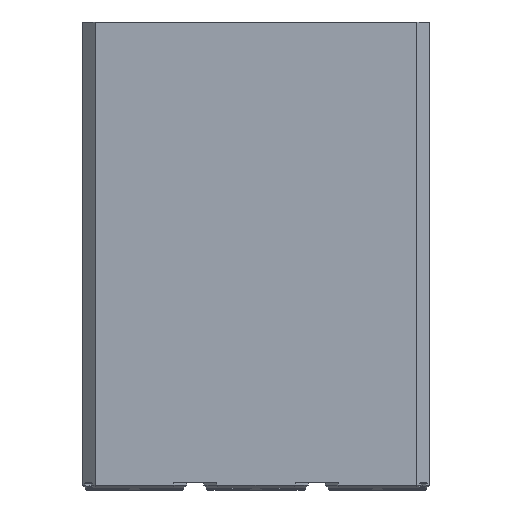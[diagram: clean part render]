
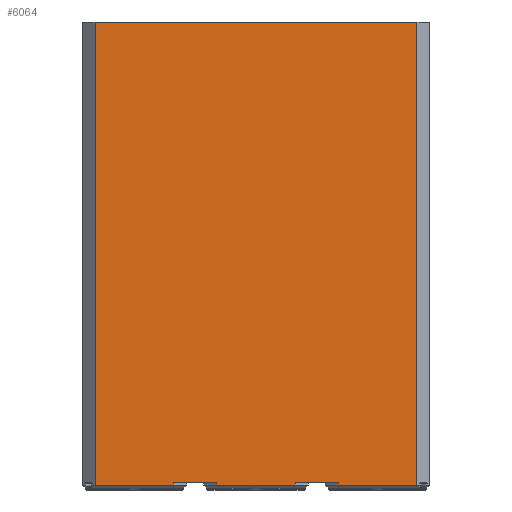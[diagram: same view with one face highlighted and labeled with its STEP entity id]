
A CAD part, front view. The second image highlights one B-rep face of the part: STEP entity #6064.
In plain terms, the highlighted planar face has unit normal (0, -1, 0).
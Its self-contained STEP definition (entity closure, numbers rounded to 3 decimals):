
#322=FACE_OUTER_BOUND('',#654,.T.);
#654=EDGE_LOOP('',(#5291,#5292,#5293,#5294,#5295,#5296,#5297,#5298,#5299,
#5300,#5301,#5302));
#916=LINE('',#8404,#1762);
#989=LINE('',#8549,#1835);
#1393=LINE('',#9361,#2239);
#1404=LINE('',#9383,#2250);
#1415=LINE('',#9404,#2261);
#1450=LINE('',#9471,#2296);
#1461=LINE('',#9494,#2307);
#1490=LINE('',#9550,#2336);
#1492=LINE('',#9554,#2338);
#1498=LINE('',#9567,#2344);
#1499=LINE('',#9568,#2345);
#1500=LINE('',#9569,#2346);
#1762=VECTOR('',#6820,10.);
#1835=VECTOR('',#6953,10.);
#2239=VECTOR('',#7627,10.);
#2250=VECTOR('',#7648,10.);
#2261=VECTOR('',#7669,10.);
#2296=VECTOR('',#7744,10.);
#2307=VECTOR('',#7765,10.);
#2336=VECTOR('',#7832,10.);
#2338=VECTOR('',#7836,10.);
#2344=VECTOR('',#7848,10.);
#2345=VECTOR('',#7849,10.);
#2346=VECTOR('',#7850,10.);
#2515=VERTEX_POINT('',#8357);
#2531=VERTEX_POINT('',#8401);
#2532=VERTEX_POINT('',#8403);
#2574=VERTEX_POINT('',#8548);
#2847=VERTEX_POINT('',#9360);
#2852=VERTEX_POINT('',#9380);
#2853=VERTEX_POINT('',#9382);
#2858=VERTEX_POINT('',#9402);
#2870=VERTEX_POINT('',#9469);
#2877=VERTEX_POINT('',#9493);
#2886=VERTEX_POINT('',#9552);
#2890=VERTEX_POINT('',#9566);
#3132=EDGE_CURVE('',#2532,#2531,#916,.T.);
#3205=EDGE_CURVE('',#2532,#2574,#989,.T.);
#3609=EDGE_CURVE('',#2515,#2847,#1393,.T.);
#3620=EDGE_CURVE('',#2852,#2853,#1404,.T.);
#3631=EDGE_CURVE('',#2858,#2531,#1415,.T.);
#3666=EDGE_CURVE('',#2847,#2870,#1450,.T.);
#3677=EDGE_CURVE('',#2877,#2870,#1461,.T.);
#3706=EDGE_CURVE('',#2852,#2877,#1490,.T.);
#3708=EDGE_CURVE('',#2853,#2886,#1492,.T.);
#3714=EDGE_CURVE('',#2858,#2890,#1498,.T.);
#3715=EDGE_CURVE('',#2890,#2886,#1499,.T.);
#3716=EDGE_CURVE('',#2574,#2515,#1500,.T.);
#5291=ORIENTED_EDGE('',*,*,#3132,.T.);
#5292=ORIENTED_EDGE('',*,*,#3631,.F.);
#5293=ORIENTED_EDGE('',*,*,#3714,.T.);
#5294=ORIENTED_EDGE('',*,*,#3715,.T.);
#5295=ORIENTED_EDGE('',*,*,#3708,.F.);
#5296=ORIENTED_EDGE('',*,*,#3620,.F.);
#5297=ORIENTED_EDGE('',*,*,#3706,.T.);
#5298=ORIENTED_EDGE('',*,*,#3677,.T.);
#5299=ORIENTED_EDGE('',*,*,#3666,.F.);
#5300=ORIENTED_EDGE('',*,*,#3609,.F.);
#5301=ORIENTED_EDGE('',*,*,#3716,.F.);
#5302=ORIENTED_EDGE('',*,*,#3205,.F.);
#5736=PLANE('',#6394);
#6064=ADVANCED_FACE('',(#322),#5736,.T.);
#6394=AXIS2_PLACEMENT_3D('',#9565,#7846,#7847);
#6820=DIRECTION('',(0.,0.,-1.));
#6953=DIRECTION('',(1.,0.,0.));
#7627=DIRECTION('',(-1.,0.,0.));
#7648=DIRECTION('',(-1.,0.,0.));
#7669=DIRECTION('',(-1.,0.,0.));
#7744=DIRECTION('',(0.,0.,1.));
#7765=DIRECTION('',(1.,0.,0.));
#7832=DIRECTION('',(0.,0.,1.));
#7836=DIRECTION('',(0.,0.,1.));
#7846=DIRECTION('center_axis',(0.,-1.,0.));
#7847=DIRECTION('ref_axis',(1.,0.,0.));
#7848=DIRECTION('',(0.,0.,1.));
#7849=DIRECTION('',(1.,0.,0.));
#7850=DIRECTION('',(0.,0.,-1.));
#8357=CARTESIAN_POINT('',(116.228,-21.5,2.));
#8401=CARTESIAN_POINT('',(-16.228,-21.5,2.));
#8403=CARTESIAN_POINT('',(-16.228,-21.5,192.6));
#8404=CARTESIAN_POINT('',(-16.228,-21.5,4.2));
#8548=CARTESIAN_POINT('',(116.228,-21.5,192.6));
#8549=CARTESIAN_POINT('',(116.228,-21.5,192.6));
#9360=CARTESIAN_POINT('',(83.772,-21.5,2.));
#9361=CARTESIAN_POINT('',(116.228,-21.5,2.));
#9380=CARTESIAN_POINT('',(66.228,-21.5,2.));
#9382=CARTESIAN_POINT('',(33.772,-21.5,2.));
#9383=CARTESIAN_POINT('',(66.228,-21.5,2.));
#9402=CARTESIAN_POINT('',(16.228,-21.5,2.));
#9404=CARTESIAN_POINT('',(16.228,-21.5,2.));
#9469=CARTESIAN_POINT('',(83.772,-21.5,3.2));
#9471=CARTESIAN_POINT('',(83.772,-21.5,2.));
#9493=CARTESIAN_POINT('',(66.228,-21.5,3.2));
#9494=CARTESIAN_POINT('',(0.,-21.5,3.2));
#9550=CARTESIAN_POINT('',(66.228,-21.5,2.));
#9552=CARTESIAN_POINT('',(33.772,-21.5,3.2));
#9554=CARTESIAN_POINT('',(33.772,-21.5,2.));
#9565=CARTESIAN_POINT('Origin',(-16.228,-21.5,4.2));
#9566=CARTESIAN_POINT('',(16.228,-21.5,3.2));
#9567=CARTESIAN_POINT('',(16.228,-21.5,2.));
#9568=CARTESIAN_POINT('',(0.,-21.5,3.2));
#9569=CARTESIAN_POINT('',(116.228,-21.5,4.2));
